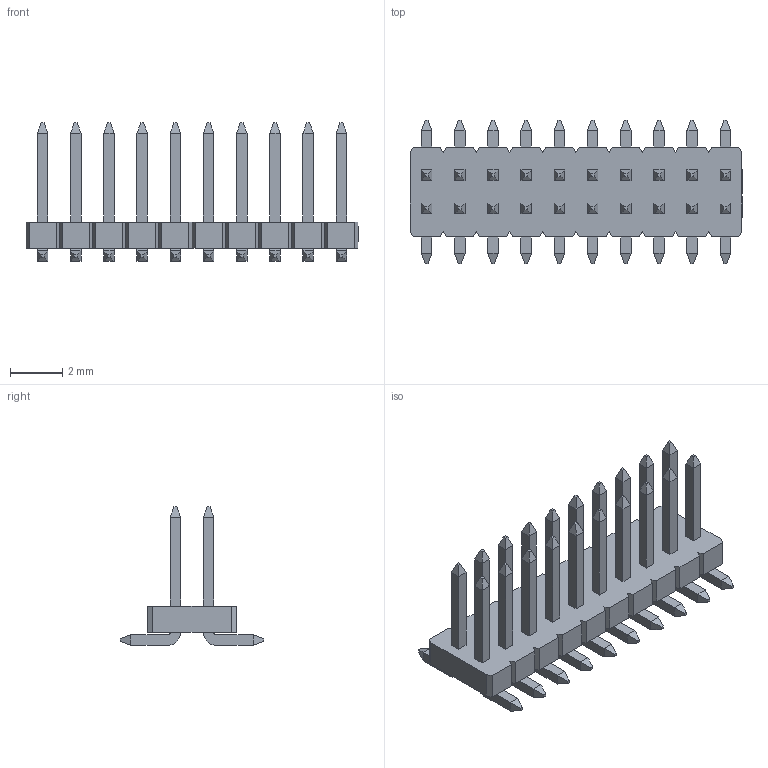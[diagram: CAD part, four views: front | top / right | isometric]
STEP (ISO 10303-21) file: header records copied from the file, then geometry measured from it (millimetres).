
FILE_DESCRIPTION (( 'STEP AP214' ), '1' );
FILE_NAME ('HDR-SMD_PZ127-2-10-S.STEP', '2025-07-21T13:49:46', ( 'l' ), ( '' ), 'SwSTEP 2.0', 'SolidWorks 2020', '' );
FILE_SCHEMA (( 'AUTOMOTIVE_DESIGN' ));
Length unit declared in the file: millimetre
Products named in the file (1): HDR-SMD_PZ127-2-10-S
Bounding box: 12.7 x 5.5 x 5.3 mm (x, y, z)
Volume: 60.8 mm3; surface area: 302 mm2
Topology: 1 solids, 1 shells, 688 faces, 1721 edges, 1094 vertices
Faces by surface type: plane 550, bspline 98, cylinder 40
Entity records: 28159 total; most frequent: CARTESIAN_POINT 4810, ORIENTED_EDGE 3442, DIRECTION 2783, EDGE_CURVE 1721, LINE 1441, VECTOR 1441, VERTEX_POINT 1094, EDGE_LOOP 747
